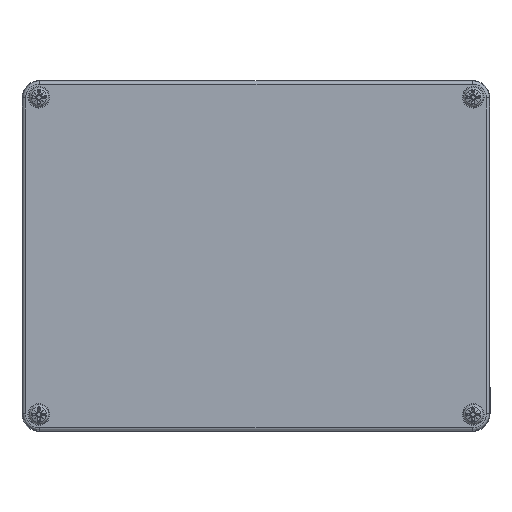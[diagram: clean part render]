
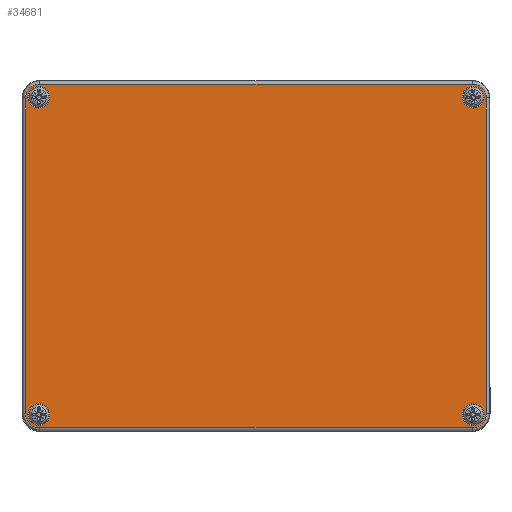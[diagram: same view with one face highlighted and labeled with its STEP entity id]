
A CAD part, top view. The second image highlights one B-rep face of the part: STEP entity #34681.
In plain terms, the highlighted planar face has unit normal (0, 0, 1).
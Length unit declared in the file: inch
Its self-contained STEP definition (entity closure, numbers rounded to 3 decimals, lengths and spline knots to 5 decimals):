
#1632 = CARTESIAN_POINT ( 'NONE',  ( -3.02286, -2.31286, 0.61024 ) ) ;
#3052 = EDGE_CURVE ( 'NONE', #46487, #53822, #18300, .T. ) ;
#5378 = EDGE_LOOP ( 'NONE', ( #25527 ) ) ;
#6217 = CARTESIAN_POINT ( 'NONE',  ( 3.10027, 0., 0.61024 ) ) ;
#6264 = DIRECTION ( 'NONE',  ( 0., 1., 0. ) ) ;
#6327 = EDGE_CURVE ( 'NONE', #48432, #59564, #60207, .T. ) ;
#7608 = CARTESIAN_POINT ( 'NONE',  ( -3.10027, -2.12598, 0.61024 ) ) ;
#8188 = CARTESIAN_POINT ( 'NONE',  ( 0., -2.31286, 0.61024 ) ) ;
#8755 = EDGE_CURVE ( 'NONE', #55310, #55310, #53566, .T. ) ;
#8986 = CARTESIAN_POINT ( 'NONE',  ( 2.91339, 2.31286, 0.61024 ) ) ;
#9500 = DIRECTION ( 'NONE',  ( -1., 0., 0. ) ) ;
#10424 = AXIS2_PLACEMENT_3D ( 'NONE', #72900, #23257, #10613 ) ;
#10613 = DIRECTION ( 'NONE',  ( -1., 0., 0. ) ) ;
#10678 = CARTESIAN_POINT ( 'NONE',  ( -2.91339, 2.31286, 0.61024 ) ) ;
#11623 = EDGE_CURVE ( 'NONE', #63952, #63952, #44590, .T. ) ;
#12460 = CARTESIAN_POINT ( 'NONE',  ( -3.10027, 0., 0.61024 ) ) ;
#12561 = VERTEX_POINT ( 'NONE', #35258 ) ;
#12760 = DIRECTION ( 'NONE',  ( -1., 0., 0. ) ) ;
#13969 = VECTOR ( 'NONE', #6264, 39.37008 ) ;
#14328 = CARTESIAN_POINT ( 'NONE',  ( -3.10027, -2.23546, 0.61024 ) ) ;
#14597 =( BOUNDED_CURVE ( )  B_SPLINE_CURVE ( 3, ( #76329, #1632, #14328, #7608 ),
 .UNSPECIFIED., .F., .T. ) 
 B_SPLINE_CURVE_WITH_KNOTS ( ( 4, 4 ),
 ( 0., 1. ),
 .UNSPECIFIED. ) 
 CURVE ( )  GEOMETRIC_REPRESENTATION_ITEM ( )  RATIONAL_B_SPLINE_CURVE ( ( 1., 0.805, 0.805, 1. ) ) 
 REPRESENTATION_ITEM ( '' )  );
#14717 = CARTESIAN_POINT ( 'NONE',  ( 2.77756, -2.13583, 0.61024 ) ) ;
#16209 = VECTOR ( 'NONE', #62510, 39.37008 ) ;
#17823 = DIRECTION ( 'NONE',  ( -1., 0., 0. ) ) ;
#17988 = DIRECTION ( 'NONE',  ( -1., 0., 0. ) ) ;
#18249 = DIRECTION ( 'NONE',  ( 0., 0., 1. ) ) ;
#18300 =( BOUNDED_CURVE ( )  B_SPLINE_CURVE ( 3, ( #76620, #39710, #52104, #59622 ),
 .UNSPECIFIED., .F., .T. ) 
 B_SPLINE_CURVE_WITH_KNOTS ( ( 4, 4 ),
 ( 0., 1. ),
 .UNSPECIFIED. ) 
 CURVE ( )  GEOMETRIC_REPRESENTATION_ITEM ( )  RATIONAL_B_SPLINE_CURVE ( ( 1., 0.805, 0.805, 1. ) ) 
 REPRESENTATION_ITEM ( '' )  );
#19017 = CARTESIAN_POINT ( 'NONE',  ( -2.91339, -2.31286, 0.61024 ) ) ;
#19387 = AXIS2_PLACEMENT_3D ( 'NONE', #66771, #18249, #17988 ) ;
#21403 = DIRECTION ( 'NONE',  ( 1., 0., 0. ) ) ;
#22366 = ORIENTED_EDGE ( 'NONE', *, *, #42904, .F. ) ;
#22936 = ORIENTED_EDGE ( 'NONE', *, *, #80061, .F. ) ;
#23257 = DIRECTION ( 'NONE',  ( 0., 0., 1. ) ) ;
#23875 = CARTESIAN_POINT ( 'NONE',  ( -3.10027, 2.23546, 0.61024 ) ) ;
#24764 = EDGE_LOOP ( 'NONE', ( #62171 ) ) ;
#25094 = CARTESIAN_POINT ( 'NONE',  ( 2.91339, -2.31286, 0.61024 ) ) ;
#25527 = ORIENTED_EDGE ( 'NONE', *, *, #8755, .F. ) ;
#26160 = ORIENTED_EDGE ( 'NONE', *, *, #55159, .F. ) ;
#27827 = CARTESIAN_POINT ( 'NONE',  ( 2.92323, -2.13583, 0.61024 ) ) ;
#28380 =( BOUNDED_CURVE ( )  B_SPLINE_CURVE ( 3, ( #61761, #67975, #62010, #25094 ),
 .UNSPECIFIED., .F., .T. ) 
 B_SPLINE_CURVE_WITH_KNOTS ( ( 4, 4 ),
 ( 0., 1. ),
 .UNSPECIFIED. ) 
 CURVE ( )  GEOMETRIC_REPRESENTATION_ITEM ( )  RATIONAL_B_SPLINE_CURVE ( ( 1., 0.805, 0.805, 1. ) ) 
 REPRESENTATION_ITEM ( '' )  );
#28435 = VECTOR ( 'NONE', #21403, 39.37008 ) ;
#28959 = ORIENTED_EDGE ( 'NONE', *, *, #57267, .F. ) ;
#29686 = DIRECTION ( 'NONE',  ( 0., 0., -1. ) ) ;
#32370 = ORIENTED_EDGE ( 'NONE', *, *, #6327, .F. ) ;
#32739 = ORIENTED_EDGE ( 'NONE', *, *, #3052, .F. ) ;
#33752 = AXIS2_PLACEMENT_3D ( 'NONE', #58422, #51459, #57631 ) ;
#34681 = ADVANCED_FACE ( 'NONE', ( #45677, #43733, #79471, #64943, #48605 ), #66589, .F. ) ;
#35258 = CARTESIAN_POINT ( 'NONE',  ( -3.10027, 2.12598, 0.61024 ) ) ;
#35868 = CARTESIAN_POINT ( 'NONE',  ( 0., 0., 0.61024 ) ) ;
#36039 = CARTESIAN_POINT ( 'NONE',  ( -2.91339, 2.31286, 0.61024 ) ) ;
#37680 = CARTESIAN_POINT ( 'NONE',  ( -3.02286, 2.31286, 0.61024 ) ) ;
#38141 = LINE ( 'NONE', #12460, #13969 ) ;
#39417 = ORIENTED_EDGE ( 'NONE', *, *, #63623, .F. ) ;
#39710 = CARTESIAN_POINT ( 'NONE',  ( 3.02286, 2.31286, 0.61024 ) ) ;
#42904 = EDGE_CURVE ( 'NONE', #53285, #53285, #74059, .T. ) ;
#43567 = EDGE_LOOP ( 'NONE', ( #22366 ) ) ;
#43733 = FACE_BOUND ( 'NONE', #43567, .T. ) ;
#44590 = CIRCLE ( 'NONE', #33752, 0.14567 ) ;
#45020 = CARTESIAN_POINT ( 'NONE',  ( -3.10027, -2.12598, 0.61024 ) ) ;
#45677 = FACE_BOUND ( 'NONE', #5378, .T. ) ;
#46487 = VERTEX_POINT ( 'NONE', #8986 ) ;
#47112 = CARTESIAN_POINT ( 'NONE',  ( -3.0689, -2.13583, 0.61024 ) ) ;
#47897 = CARTESIAN_POINT ( 'NONE',  ( 2.77756, 2.13583, 0.61024 ) ) ;
#48432 = VERTEX_POINT ( 'NONE', #52237 ) ;
#48452 = EDGE_LOOP ( 'NONE', ( #32370, #28959, #77247, #32739, #60699, #22936, #39417, #26160 ) ) ;
#48605 = FACE_OUTER_BOUND ( 'NONE', #48452, .T. ) ;
#49240 =( BOUNDED_CURVE ( )  B_SPLINE_CURVE ( 3, ( #60863, #23875, #37680, #36039 ),
 .UNSPECIFIED., .F., .T. ) 
 B_SPLINE_CURVE_WITH_KNOTS ( ( 4, 4 ),
 ( 0., 1. ),
 .UNSPECIFIED. ) 
 CURVE ( )  GEOMETRIC_REPRESENTATION_ITEM ( )  RATIONAL_B_SPLINE_CURVE ( ( 1., 0.805, 0.805, 1. ) ) 
 REPRESENTATION_ITEM ( '' )  );
#51048 = EDGE_CURVE ( 'NONE', #53822, #66392, #78976, .T. ) ;
#51459 = DIRECTION ( 'NONE',  ( 0., 0., 1. ) ) ;
#51567 = VECTOR ( 'NONE', #12760, 39.37008 ) ;
#51890 = EDGE_CURVE ( 'NONE', #64884, #64884, #71842, .T. ) ;
#52104 = CARTESIAN_POINT ( 'NONE',  ( 3.10027, 2.23546, 0.61024 ) ) ;
#52237 = CARTESIAN_POINT ( 'NONE',  ( 2.91339, -2.31286, 0.61024 ) ) ;
#53285 = VERTEX_POINT ( 'NONE', #47897 ) ;
#53566 = CIRCLE ( 'NONE', #54226, 0.14567 ) ;
#53822 = VERTEX_POINT ( 'NONE', #53929 ) ;
#53929 = CARTESIAN_POINT ( 'NONE',  ( 3.10027, 2.12598, 0.61024 ) ) ;
#54226 = AXIS2_PLACEMENT_3D ( 'NONE', #27827, #70958, #9500 ) ;
#55159 = EDGE_CURVE ( 'NONE', #59564, #76980, #14597, .T. ) ;
#55310 = VERTEX_POINT ( 'NONE', #14717 ) ;
#57267 = EDGE_CURVE ( 'NONE', #66392, #48432, #28380, .T. ) ;
#57631 = DIRECTION ( 'NONE',  ( -1., 0., 0. ) ) ;
#58422 = CARTESIAN_POINT ( 'NONE',  ( -2.92323, 2.13583, 0.61024 ) ) ;
#59564 = VERTEX_POINT ( 'NONE', #19017 ) ;
#59622 = CARTESIAN_POINT ( 'NONE',  ( 3.10027, 2.12598, 0.61024 ) ) ;
#60207 = LINE ( 'NONE', #8188, #51567 ) ;
#60699 = ORIENTED_EDGE ( 'NONE', *, *, #76069, .F. ) ;
#60863 = CARTESIAN_POINT ( 'NONE',  ( -3.10027, 2.12598, 0.61024 ) ) ;
#61761 = CARTESIAN_POINT ( 'NONE',  ( 3.10027, -2.12598, 0.61024 ) ) ;
#62010 = CARTESIAN_POINT ( 'NONE',  ( 3.02286, -2.31286, 0.61024 ) ) ;
#62171 = ORIENTED_EDGE ( 'NONE', *, *, #11623, .F. ) ;
#62510 = DIRECTION ( 'NONE',  ( 0., -1., 0. ) ) ;
#62950 = VERTEX_POINT ( 'NONE', #10678 ) ;
#63623 = EDGE_CURVE ( 'NONE', #76980, #12561, #38141, .T. ) ;
#63952 = VERTEX_POINT ( 'NONE', #76720 ) ;
#64884 = VERTEX_POINT ( 'NONE', #47112 ) ;
#64943 = FACE_BOUND ( 'NONE', #77315, .T. ) ;
#66392 = VERTEX_POINT ( 'NONE', #67431 ) ;
#66589 = PLANE ( 'NONE',  #74554 ) ;
#66771 = CARTESIAN_POINT ( 'NONE',  ( 2.92323, 2.13583, 0.61024 ) ) ;
#67431 = CARTESIAN_POINT ( 'NONE',  ( 3.10027, -2.12598, 0.61024 ) ) ;
#67975 = CARTESIAN_POINT ( 'NONE',  ( 3.10027, -2.23546, 0.61024 ) ) ;
#70746 = CARTESIAN_POINT ( 'NONE',  ( 0., 2.31286, 0.61024 ) ) ;
#70958 = DIRECTION ( 'NONE',  ( 0., 0., 1. ) ) ;
#71842 = CIRCLE ( 'NONE', #10424, 0.14567 ) ;
#72854 = LINE ( 'NONE', #70746, #28435 ) ;
#72900 = CARTESIAN_POINT ( 'NONE',  ( -2.92323, -2.13583, 0.61024 ) ) ;
#74059 = CIRCLE ( 'NONE', #19387, 0.14567 ) ;
#74554 = AXIS2_PLACEMENT_3D ( 'NONE', #35868, #29686, #17823 ) ;
#76069 = EDGE_CURVE ( 'NONE', #62950, #46487, #72854, .T. ) ;
#76329 = CARTESIAN_POINT ( 'NONE',  ( -2.91339, -2.31286, 0.61024 ) ) ;
#76620 = CARTESIAN_POINT ( 'NONE',  ( 2.91339, 2.31286, 0.61024 ) ) ;
#76720 = CARTESIAN_POINT ( 'NONE',  ( -3.0689, 2.13583, 0.61024 ) ) ;
#76956 = ORIENTED_EDGE ( 'NONE', *, *, #51890, .F. ) ;
#76980 = VERTEX_POINT ( 'NONE', #45020 ) ;
#77247 = ORIENTED_EDGE ( 'NONE', *, *, #51048, .F. ) ;
#77315 = EDGE_LOOP ( 'NONE', ( #76956 ) ) ;
#78976 = LINE ( 'NONE', #6217, #16209 ) ;
#79471 = FACE_BOUND ( 'NONE', #24764, .T. ) ;
#80061 = EDGE_CURVE ( 'NONE', #12561, #62950, #49240, .T. ) ;
